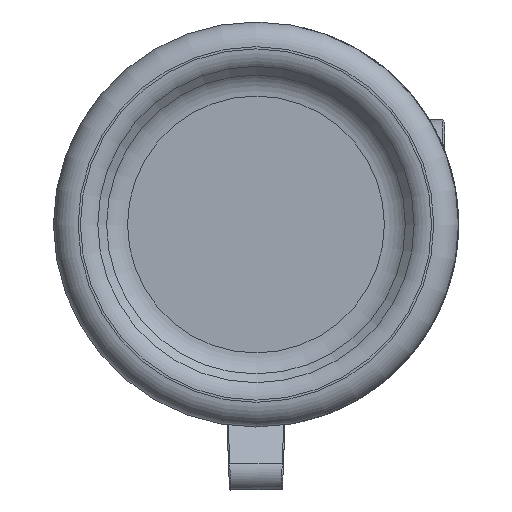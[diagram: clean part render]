
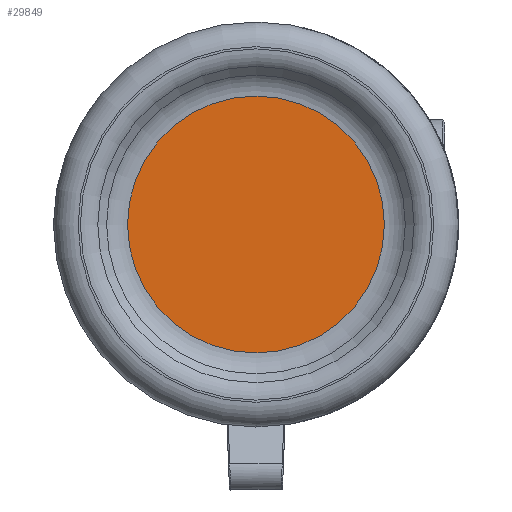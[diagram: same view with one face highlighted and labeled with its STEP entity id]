
A CAD part, front view. The second image highlights one B-rep face of the part: STEP entity #29849.
In plain terms, the highlighted planar face has unit normal (0, -1, 0).
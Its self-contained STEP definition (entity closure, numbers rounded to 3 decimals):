
#2532=PLANE('',#31988);
#3762=FACE_OUTER_BOUND('',#5569,.T.);
#5569=EDGE_LOOP('',(#24000));
#11502=CIRCLE('',#31987,26.);
#13510=VERTEX_POINT('',#53889);
#17203=EDGE_CURVE('',#13510,#13510,#11502,.T.);
#24000=ORIENTED_EDGE('',*,*,#17203,.T.);
#29849=ADVANCED_FACE('',(#3762),#2532,.T.);
#31987=AXIS2_PLACEMENT_3D('',#53890,#36826,#36827);
#31988=AXIS2_PLACEMENT_3D('',#53891,#36828,#36829);
#36826=DIRECTION('center_axis',(0.,-1.,0.));
#36827=DIRECTION('ref_axis',(1.,0.,0.));
#36828=DIRECTION('center_axis',(0.,-1.,0.));
#36829=DIRECTION('ref_axis',(0.,0.,-1.));
#53889=CARTESIAN_POINT('',(0.,5.,-26.));
#53890=CARTESIAN_POINT('Origin',(0.,5.,0.));
#53891=CARTESIAN_POINT('Origin',(0.,5.,0.));
